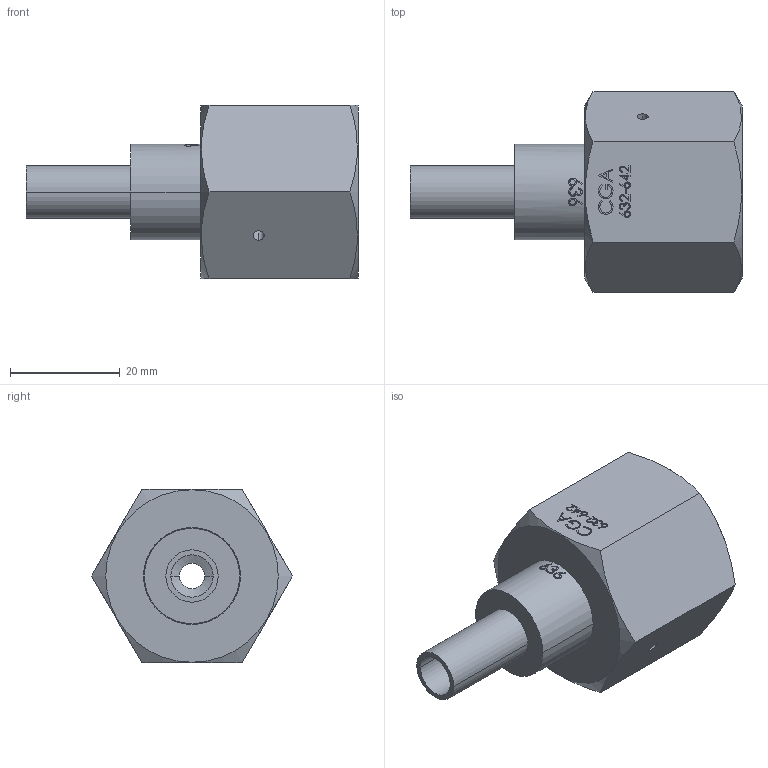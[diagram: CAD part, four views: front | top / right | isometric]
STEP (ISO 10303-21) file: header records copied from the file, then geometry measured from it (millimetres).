
FILE_DESCRIPTION (( 'STEP AP203' ), '1' );
FILE_NAME ('INL-636SS-6TS.STEP', '2025-01-16T15:53:21', ( '' ), ( '' ), 'SwSTEP 2.0', 'SolidWorks 2018', '' );
FILE_SCHEMA (( 'CONFIG_CONTROL_DESIGN' ));
Length unit declared in the file: inch
Products named in the file (3): INL-636SS-6TS; PRT-000988; PRT-003410
Assembly tree (2 placements, depth 2):
  INL-636SS-6TS
    PRT-003410
    PRT-000988
Bounding box: 60.63 x 36.66 x 31.75 mm (x, y, z)
Volume: 23151.6 mm3; surface area: 11859.2 mm2
Topology: 2 solids, 2 shells, 263 faces, 979 edges, 761 vertices
Faces by surface type: plane 92, cylinder 70, bspline 67, torus 18, cone 16
Entity records: 20848 total; most frequent: CARTESIAN_POINT 13007, ORIENTED_EDGE 1958, DIRECTION 1032, EDGE_CURVE 979, VERTEX_POINT 761, B_SPLINE_CURVE_WITH_KNOTS 499, AXIS2_PLACEMENT_3D 351, LINE 330
